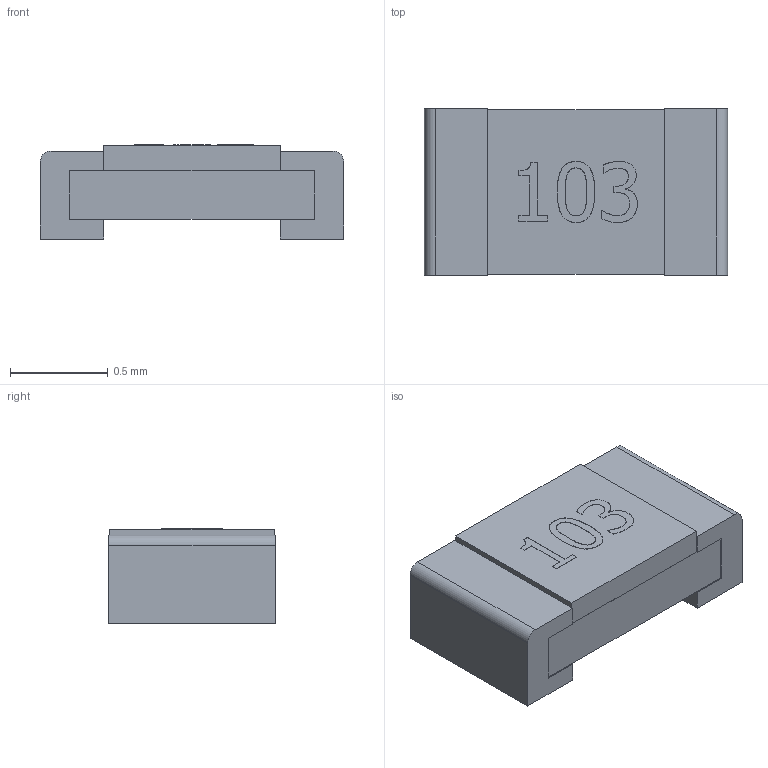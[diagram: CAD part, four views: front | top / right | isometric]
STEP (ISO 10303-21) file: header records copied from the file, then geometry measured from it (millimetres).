
FILE_DESCRIPTION(/* description */ (''),/* implementation_level */ '2;1');
FILE_NAME(/* name */ 'R103_0603.stp',/* time_stamp */ '2024-10-22T19:45:27+02:00',/* author */ ('Administrador'),/* organization */ (''),/* preprocessor_version */ 'ST-DEVELOPER v18.1',/* originating_system */ 'Autodesk Inventor 2021',/* authorisation */ '');
FILE_SCHEMA (('AUTOMOTIVE_DESIGN { 1 0 10303 214 3 1 1 }'));
Length unit declared in the file: millimetre
Products named in the file (1): resistencia_smd_0603 
Bounding box: 1.55 x 0.85 x 0.48 mm (x, y, z)
Volume: 0.5 mm3; surface area: 8.7 mm2
Topology: 4 solids, 4 shells, 88 faces, 228 edges, 152 vertices
Faces by surface type: plane 54, bspline 32, cylinder 2
Entity records: 2955 total; most frequent: CARTESIAN_POINT 885, ORIENTED_EDGE 456, DIRECTION 282, EDGE_CURVE 228, LINE 160, VECTOR 160, VERTEX_POINT 152, EDGE_LOOP 92
